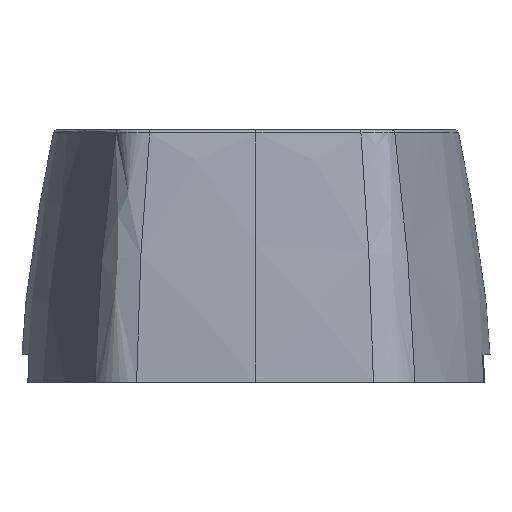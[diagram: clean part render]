
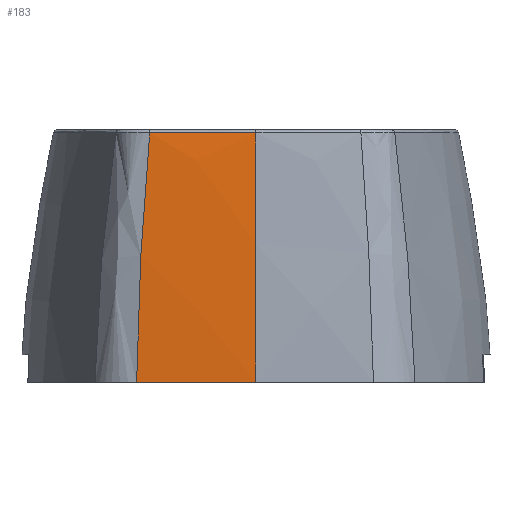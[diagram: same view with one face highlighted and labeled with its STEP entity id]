
A CAD part, left-side view. The second image highlights one B-rep face of the part: STEP entity #183.
In plain terms, the highlighted free-form (B-spline) face has degree [2, 3] with [3, 15] control points.
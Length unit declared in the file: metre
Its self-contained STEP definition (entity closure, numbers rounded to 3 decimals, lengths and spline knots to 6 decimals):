
#183 = ADVANCED_FACE( '', ( #485 ), #486, .T. );
#485 = FACE_OUTER_BOUND( '', #1116, .T. );
#486 = ( BOUNDED_SURFACE(  )B_SPLINE_SURFACE( 2, 3, ( ( #1119, #1120, #1121, #1122, #1123, #1124, #1125, #1126, #1127, #1128, #1129, #1130, #1131, #1132, #1133 ), ( #1134, #1135, #1136, #1137, #1138, #1139, #1140, #1141, #1142, #1143, #1144, #1145, #1146, #1147, #1148 ), ( #1149, #1150, #1151, #1152, #1153, #1154, #1155, #1156, #1157, #1158, #1159, #1160, #1161, #1162, #1163 ) ), .UNSPECIFIED., .F., .F., .F. )B_SPLINE_SURFACE_WITH_KNOTS( ( 3, 3 ), ( 4, 1, 1, 1, 1, 1, 1, 1, 1, 1, 1, 1, 4 ), ( 0., 1. ), ( 0., 0.25, 0.375, 0.5, 0.625, 0.6875, 0.75, 0.8125, 0.875, 0.9375, 0.96875, 0.984375, 1. ), .UNSPECIFIED. )GEOMETRIC_REPRESENTATION_ITEM(  )RATIONAL_B_SPLINE_SURFACE( ( ( 1., 1., 1., 1., 1., 1., 1., 1., 1., 1., 1., 1., 1., 1., 1. ), ( 0.995, 0.995, 0.995, 0.995, 0.995, 0.995, 0.995, 0.995, 0.995, 0.995, 0.995, 0.995, 0.995, 0.995, 0.995 ), ( 1., 1., 1., 1., 1., 1., 1., 1., 1., 1., 1., 1., 1., 1., 1. ) ) )REPRESENTATION_ITEM( '' )SURFACE(  ) );
#1116 = EDGE_LOOP( '', ( #3533, #3534, #3535, #3536 ) );
#1119 = CARTESIAN_POINT( '', ( -0.044758, 0.078777, 0.437201 ) );
#1120 = CARTESIAN_POINT( '', ( -0.04511, 0.078777, 0.451854 ) );
#1121 = CARTESIAN_POINT( '', ( -0.045667, 0.078777, 0.473669 ) );
#1122 = CARTESIAN_POINT( '', ( -0.046141, 0.078777, 0.502728 ) );
#1123 = CARTESIAN_POINT( '', ( -0.046134, 0.078777, 0.52446 ) );
#1124 = CARTESIAN_POINT( '', ( -0.045484, 0.078777, 0.542461 ) );
#1125 = CARTESIAN_POINT( '', ( -0.044121, 0.078777, 0.556742 ) );
#1126 = CARTESIAN_POINT( '', ( -0.042585, 0.078777, 0.567342 ) );
#1127 = CARTESIAN_POINT( '', ( -0.040475, 0.078777, 0.577822 ) );
#1128 = CARTESIAN_POINT( '', ( -0.037737, 0.078777, 0.588119 ) );
#1129 = CARTESIAN_POINT( '', ( -0.034879, 0.078777, 0.596431 ) );
#1130 = CARTESIAN_POINT( '', ( -0.032427, 0.078777, 0.601959 ) );
#1131 = CARTESIAN_POINT( '', ( -0.03085, 0.078777, 0.604895 ) );
#1132 = CARTESIAN_POINT( '', ( -0.030041, 0.078777, 0.606157 ) );
#1133 = CARTESIAN_POINT( '', ( -0.029591, 0.078777, 0.606745 ) );
#1134 = CARTESIAN_POINT( '', ( -0.048799, 0.058981, 0.437201 ) );
#1135 = CARTESIAN_POINT( '', ( -0.049148, 0.058981, 0.451754 ) );
#1136 = CARTESIAN_POINT( '', ( -0.049706, 0.058981, 0.473584 ) );
#1137 = CARTESIAN_POINT( '', ( -0.05018, 0.058981, 0.502696 ) );
#1138 = CARTESIAN_POINT( '', ( -0.050174, 0.058981, 0.524534 ) );
#1139 = CARTESIAN_POINT( '', ( -0.049517, 0.058981, 0.542726 ) );
#1140 = CARTESIAN_POINT( '', ( -0.048133, 0.058981, 0.557224 ) );
#1141 = CARTESIAN_POINT( '', ( -0.046567, 0.058981, 0.568031 ) );
#1142 = CARTESIAN_POINT( '', ( -0.044411, 0.058981, 0.578741 ) );
#1143 = CARTESIAN_POINT( '', ( -0.041604, 0.058981, 0.589296 ) );
#1144 = CARTESIAN_POINT( '', ( -0.038643, 0.058981, 0.597909 ) );
#1145 = CARTESIAN_POINT( '', ( -0.036058, 0.058981, 0.603736 ) );
#1146 = CARTESIAN_POINT( '', ( -0.034335, 0.058981, 0.606943 ) );
#1147 = CARTESIAN_POINT( '', ( -0.033352, 0.058981, 0.608478 ) );
#1148 = CARTESIAN_POINT( '', ( -0.032799, 0.058981, 0.609201 ) );
#1149 = CARTESIAN_POINT( '', ( -0.048799, 0.038777, 0.437201 ) );
#1150 = CARTESIAN_POINT( '', ( -0.049148, 0.038777, 0.451754 ) );
#1151 = CARTESIAN_POINT( '', ( -0.049706, 0.038777, 0.473584 ) );
#1152 = CARTESIAN_POINT( '', ( -0.05018, 0.038777, 0.502696 ) );
#1153 = CARTESIAN_POINT( '', ( -0.050174, 0.038777, 0.524534 ) );
#1154 = CARTESIAN_POINT( '', ( -0.049517, 0.038777, 0.542726 ) );
#1155 = CARTESIAN_POINT( '', ( -0.048133, 0.038777, 0.557224 ) );
#1156 = CARTESIAN_POINT( '', ( -0.046567, 0.038777, 0.568031 ) );
#1157 = CARTESIAN_POINT( '', ( -0.044411, 0.038777, 0.578741 ) );
#1158 = CARTESIAN_POINT( '', ( -0.041604, 0.038777, 0.589296 ) );
#1159 = CARTESIAN_POINT( '', ( -0.038643, 0.038777, 0.597909 ) );
#1160 = CARTESIAN_POINT( '', ( -0.036058, 0.038777, 0.603736 ) );
#1161 = CARTESIAN_POINT( '', ( -0.034335, 0.038777, 0.606943 ) );
#1162 = CARTESIAN_POINT( '', ( -0.033352, 0.038777, 0.608478 ) );
#1163 = CARTESIAN_POINT( '', ( -0.032799, 0.038777, 0.609201 ) );
#3533 = ORIENTED_EDGE( '', *, *, #4510, .F. );
#3534 = ORIENTED_EDGE( '', *, *, #4511, .T. );
#3535 = ORIENTED_EDGE( '', *, *, #4512, .F. );
#3536 = ORIENTED_EDGE( '', *, *, #4513, .F. );
#4510 = EDGE_CURVE( '', #4997, #4998, #4999, .T. );
#4511 = EDGE_CURVE( '', #4997, #5000, #5001, .T. );
#4512 = EDGE_CURVE( '', #5002, #5000, #5003, .F. );
#4513 = EDGE_CURVE( '', #4998, #5002, #5004, .F. );
#4997 = VERTEX_POINT( '', #5819 );
#4998 = VERTEX_POINT( '', #5820 );
#4999 = B_SPLINE_CURVE_WITH_KNOTS( '', 3, ( #5821, #5822, #5823, #5824, #5825, #5826, #5827, #5828, #5829, #5830, #5831, #5832, #5833, #5834, #5835, #5836 ), .UNSPECIFIED., .F., .F., ( 4, 1, 1, 1, 1, 1, 1, 1, 1, 1, 1, 1, 1, 4 ), ( 0., 0.048764, 0.097501, 0.146219, 0.194926, 0.243629, 0.292337, 0.385561, 0.57208, 0.699176, 0.780478, 0.848829, 0.921995, 1. ), .UNSPECIFIED. );
#5000 = VERTEX_POINT( '', #5837 );
#5001 = B_SPLINE_CURVE_WITH_KNOTS( '', 3, ( #5838, #5839, #5840, #5841 ), .UNSPECIFIED., .F., .F., ( 4, 4 ), ( 0., 0.017568 ), .UNSPECIFIED. );
#5002 = VERTEX_POINT( '', #5842 );
#5003 = B_SPLINE_CURVE_WITH_KNOTS( '', 3, ( #5843, #5844, #5845, #5846, #5847, #5848 ), .UNSPECIFIED., .F., .F., ( 4, 1, 1, 4 ), ( 0.437993, 0.5, 0.625, 0.647976 ), .UNSPECIFIED. );
#5004 = B_SPLINE_CURVE_WITH_KNOTS( '', 3, ( #5849, #5850, #5851, #5852 ), .UNSPECIFIED., .F., .F., ( 4, 4 ), ( 0., 1. ), .UNSPECIFIED. );
#5819 = CARTESIAN_POINT( '', ( -0.049382, 0.056328, 0.513701 ) );
#5820 = CARTESIAN_POINT( '', ( -0.048153, 0.054401, 0.550346 ) );
#5821 = CARTESIAN_POINT( '', ( -0.049382, 0.056328, 0.513701 ) );
#5822 = CARTESIAN_POINT( '', ( -0.04938, 0.056323, 0.514298 ) );
#5823 = CARTESIAN_POINT( '', ( -0.049377, 0.056313, 0.515492 ) );
#5824 = CARTESIAN_POINT( '', ( -0.049368, 0.056286, 0.517282 ) );
#5825 = CARTESIAN_POINT( '', ( -0.049356, 0.056251, 0.519071 ) );
#5826 = CARTESIAN_POINT( '', ( -0.04934, 0.056206, 0.52086 ) );
#5827 = CARTESIAN_POINT( '', ( -0.04932, 0.056152, 0.522649 ) );
#5828 = CARTESIAN_POINT( '', ( -0.049288, 0.05607, 0.524981 ) );
#5829 = CARTESIAN_POINT( '', ( -0.049219, 0.0559, 0.528999 ) );
#5830 = CARTESIAN_POINT( '', ( -0.049089, 0.055623, 0.533972 ) );
#5831 = CARTESIAN_POINT( '', ( -0.048896, 0.0553, 0.538793 ) );
#5832 = CARTESIAN_POINT( '', ( -0.048724, 0.055052, 0.542169 ) );
#5833 = CARTESIAN_POINT( '', ( -0.048561, 0.054843, 0.544885 ) );
#5834 = CARTESIAN_POINT( '', ( -0.048379, 0.05463, 0.547558 ) );
#5835 = CARTESIAN_POINT( '', ( -0.04823, 0.054479, 0.549397 ) );
#5836 = CARTESIAN_POINT( '', ( -0.048153, 0.054401, 0.550346 ) );
#5837 = CARTESIAN_POINT( '', ( -0.050153, 0.038777, 0.513701 ) );
#5838 = CARTESIAN_POINT( '', ( -0.049382, 0.056328, 0.513701 ) );
#5839 = CARTESIAN_POINT( '', ( -0.049896, 0.050489, 0.513701 ) );
#5840 = CARTESIAN_POINT( '', ( -0.050153, 0.044638, 0.513701 ) );
#5841 = CARTESIAN_POINT( '', ( -0.050153, 0.038777, 0.513701 ) );
#5842 = CARTESIAN_POINT( '', ( -0.048767, 0.038777, 0.550346 ) );
#5843 = CARTESIAN_POINT( '', ( -0.050153, 0.038777, 0.513701 ) );
#5844 = CARTESIAN_POINT( '', ( -0.050143, 0.038777, 0.517311 ) );
#5845 = CARTESIAN_POINT( '', ( -0.050042, 0.038777, 0.528201 ) );
#5846 = CARTESIAN_POINT( '', ( -0.0496, 0.038777, 0.540425 ) );
#5847 = CARTESIAN_POINT( '', ( -0.048888, 0.038777, 0.549013 ) );
#5848 = CARTESIAN_POINT( '', ( -0.048767, 0.038777, 0.550346 ) );
#5849 = CARTESIAN_POINT( '', ( -0.048767, 0.038777, 0.550346 ) );
#5850 = CARTESIAN_POINT( '', ( -0.048767, 0.043993, 0.550346 ) );
#5851 = CARTESIAN_POINT( '', ( -0.048562, 0.049201, 0.550346 ) );
#5852 = CARTESIAN_POINT( '', ( -0.048153, 0.054401, 0.550346 ) );
